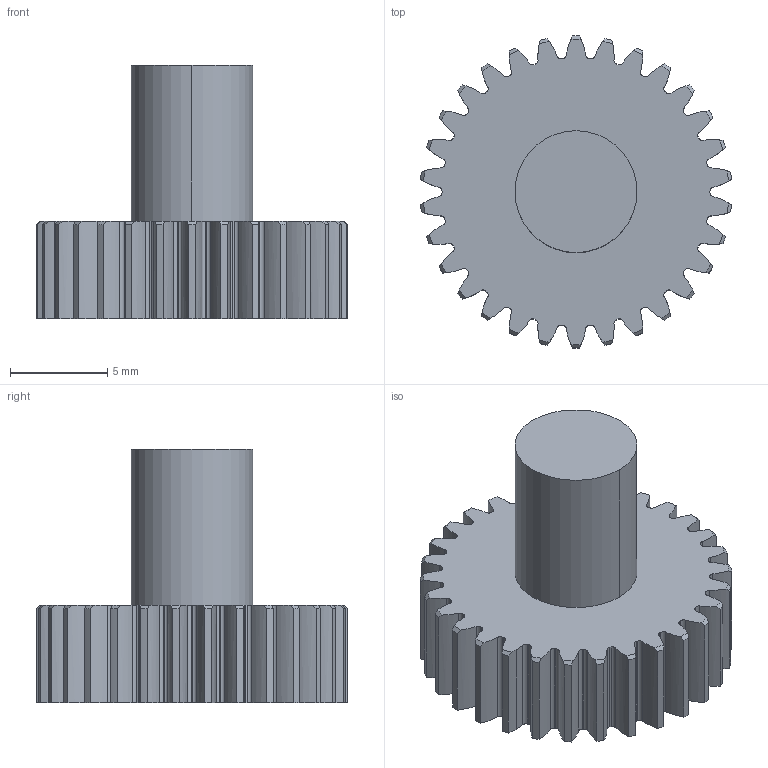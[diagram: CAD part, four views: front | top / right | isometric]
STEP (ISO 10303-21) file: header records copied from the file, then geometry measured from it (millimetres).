
FILE_DESCRIPTION (( 'STEP AP214' ), '1' );
FILE_NAME ('2664N423_Metal Gear - 20 Degree Pressure Angle.STEP', '2025-07-26T06:05:28', ( '' ), ( '' ), 'SwSTEP 2.0', 'SolidWorks 2023', '' );
FILE_SCHEMA (( 'AUTOMOTIVE_DESIGN' ));
Length unit declared in the file: millimetre
Products named in the file (1): 2664N423_Metal Gear - 20 Degree Pressure Angle
Bounding box: 15.95 x 16 x 13 mm (x, y, z)
Volume: 1121.2 mm3; surface area: 965.1 mm2
Topology: 1 solids, 1 shells, 226 faces, 669 edges, 446 vertices
Faces by surface type: cylinder 163, plane 33, cone 30
Entity records: 7832 total; most frequent: CARTESIAN_POINT 1528, DIRECTION 1415, ORIENTED_EDGE 1338, EDGE_CURVE 669, AXIS2_PLACEMENT_3D 581, VERTEX_POINT 446, CIRCLE 354, VECTOR 253
